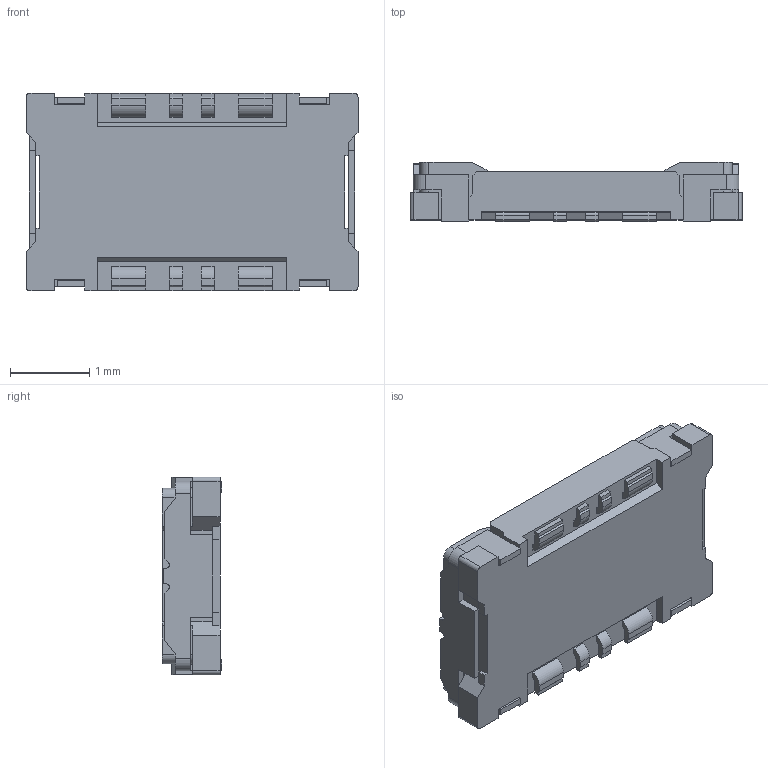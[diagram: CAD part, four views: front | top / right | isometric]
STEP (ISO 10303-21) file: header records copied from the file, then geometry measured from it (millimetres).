
FILE_DESCRIPTION( ( 'STEP AP214' ), '1' );
FILE_NAME( 'psolqas12465592725.stp', '2020-02-10T11:46:56', ( '' ), ( '' ), ' ', 'PARTsolutions', ' ' );
FILE_SCHEMA( ( 'AUTOMOTIVE_DESIGN { 1 0 10303 214 1 1 1 1 }' ) );
Length unit declared in the file: metre
Products named in the file (1): 1
Bounding box: 4.2 x 0.75 x 2.5 mm (x, y, z)
Surface area: 44.8 mm2 (no closed solid volume)
Topology: 0 solids, 381 shells, 381 faces, 2172 edges, 2172 vertices
Faces by surface type: plane 313, cylinder 64, cone 4
Entity records: 20773 total; most frequent: CARTESIAN_POINT 4778, DIRECTION 3184, ORIENTED_EDGE 2172, EDGE_CURVE 2172, VERTEX_POINT 2172, LINE 1908, VECTOR 1908, AXIS2_PLACEMENT_3D 638
